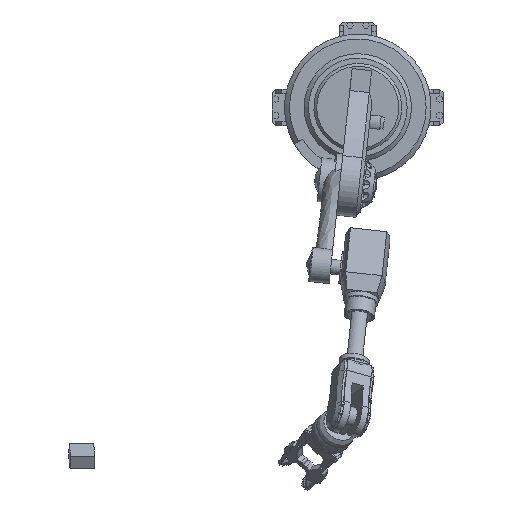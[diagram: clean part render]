
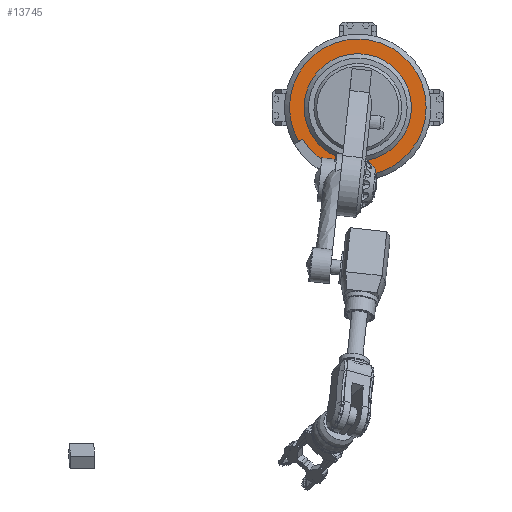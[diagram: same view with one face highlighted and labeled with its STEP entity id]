
A CAD part, top view. The second image highlights one B-rep face of the part: STEP entity #13745.
In plain terms, the highlighted planar face has unit normal (0, 0, 1).
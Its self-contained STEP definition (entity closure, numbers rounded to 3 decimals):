
#470=FACE_BOUND('',#2303,.T.);
#730=PLANE('',#14814);
#1390=FACE_OUTER_BOUND('',#2302,.T.);
#2302=EDGE_LOOP('',(#10464,#10465,#10466,#10467));
#2303=EDGE_LOOP('',(#10468));
#3343=LINE('',#22739,#4465);
#3351=LINE('',#22758,#4473);
#4465=VECTOR('',#16805,10.);
#4473=VECTOR('',#16821,10.);
#5480=CIRCLE('',#14805,110.);
#5481=CIRCLE('',#14809,130.);
#5484=CIRCLE('',#14815,140.);
#6344=VERTEX_POINT('',#22730);
#6345=VERTEX_POINT('',#22735);
#6347=VERTEX_POINT('',#22738);
#6350=VERTEX_POINT('',#22746);
#6353=VERTEX_POINT('',#22753);
#7854=EDGE_CURVE('',#6344,#6344,#5480,.T.);
#7856=EDGE_CURVE('',#6347,#6345,#3343,.T.);
#7860=EDGE_CURVE('',#6350,#6347,#5481,.T.);
#7866=EDGE_CURVE('',#6353,#6350,#3351,.T.);
#7868=EDGE_CURVE('',#6353,#6345,#5484,.T.);
#10464=ORIENTED_EDGE('',*,*,#7866,.T.);
#10465=ORIENTED_EDGE('',*,*,#7860,.T.);
#10466=ORIENTED_EDGE('',*,*,#7856,.T.);
#10467=ORIENTED_EDGE('',*,*,#7868,.F.);
#10468=ORIENTED_EDGE('',*,*,#7854,.T.);
#13745=ADVANCED_FACE('',(#1390,#470),#730,.T.);
#14805=AXIS2_PLACEMENT_3D('',#22732,#16798,#16799);
#14809=AXIS2_PLACEMENT_3D('',#22747,#16811,#16812);
#14814=AXIS2_PLACEMENT_3D('',#22761,#16826,#16827);
#14815=AXIS2_PLACEMENT_3D('',#22762,#16828,#16829);
#16798=DIRECTION('center_axis',(0.,0.,-1.));
#16799=DIRECTION('ref_axis',(-1.,0.,0.));
#16805=DIRECTION('',(-0.5,-0.866,0.));
#16811=DIRECTION('center_axis',(0.,0.,1.));
#16812=DIRECTION('ref_axis',(-0.866,-0.5,0.));
#16821=DIRECTION('',(0.866,0.5,0.));
#16826=DIRECTION('center_axis',(0.,0.,1.));
#16827=DIRECTION('ref_axis',(1.,0.,0.));
#16828=DIRECTION('center_axis',(0.,0.,-1.));
#16829=DIRECTION('ref_axis',(1.,0.,0.));
#22730=CARTESIAN_POINT('',(110.,0.,75.));
#22732=CARTESIAN_POINT('Origin',(0.,0.,75.));
#22735=CARTESIAN_POINT('',(-70.,-121.244,75.));
#22738=CARTESIAN_POINT('',(-65.,-112.583,75.));
#22739=CARTESIAN_POINT('',(-32.5,-56.292,75.));
#22746=CARTESIAN_POINT('',(-112.583,-65.,75.));
#22747=CARTESIAN_POINT('Origin',(0.,0.,75.));
#22753=CARTESIAN_POINT('',(-121.244,-70.,75.));
#22758=CARTESIAN_POINT('',(-64.952,-37.5,75.));
#22761=CARTESIAN_POINT('Origin',(0.,0.,75.));
#22762=CARTESIAN_POINT('Origin',(0.,0.,75.));
